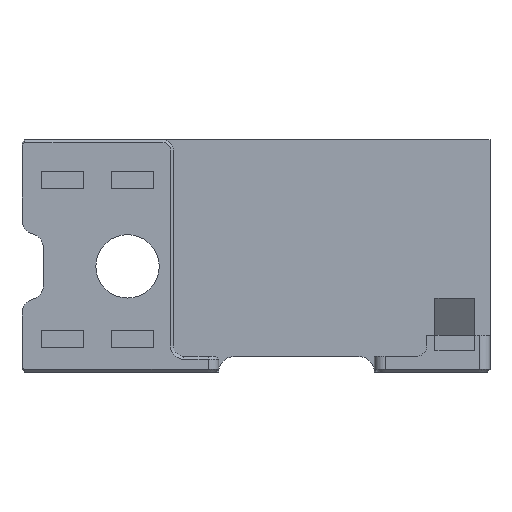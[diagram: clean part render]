
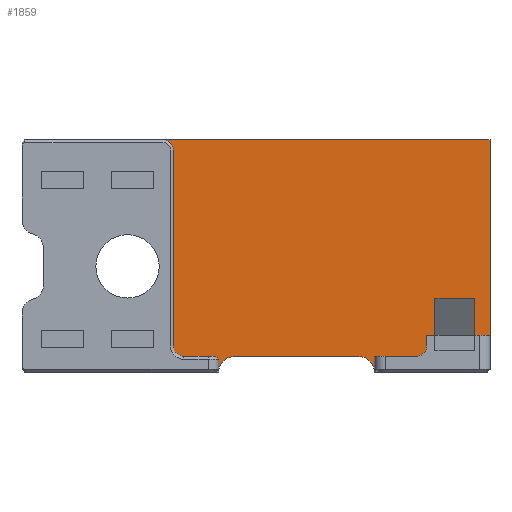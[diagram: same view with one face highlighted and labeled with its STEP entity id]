
A CAD part, front view. The second image highlights one B-rep face of the part: STEP entity #1859.
In plain terms, the highlighted planar face has unit normal (0, -1, 0).
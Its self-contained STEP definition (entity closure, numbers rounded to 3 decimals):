
#95=CIRCLE('',#1996,1.5);
#96=CIRCLE('',#1997,1.5);
#97=CIRCLE('',#1998,2.25);
#98=CIRCLE('',#1999,2.25);
#99=CIRCLE('',#2000,1.5);
#155=FACE_OUTER_BOUND('',#268,.T.);
#268=EDGE_LOOP('',(#1280,#1281,#1282,#1283,#1284,#1285,#1286,#1287,#1288,
#1289,#1290,#1291,#1292,#1293,#1294,#1295,#1296,#1297,#1298,#1299));
#392=LINE('',#2713,#590);
#405=LINE('',#2738,#603);
#416=LINE('',#2791,#614);
#417=LINE('',#2795,#615);
#418=LINE('',#2797,#616);
#419=LINE('',#2799,#617);
#420=LINE('',#2803,#618);
#421=LINE('',#2807,#619);
#422=LINE('',#2809,#620);
#423=LINE('',#2813,#621);
#424=LINE('',#2815,#622);
#425=LINE('',#2817,#623);
#426=LINE('',#2819,#624);
#427=LINE('',#2821,#625);
#428=LINE('',#2822,#626);
#590=VECTOR('',#2159,10.);
#603=VECTOR('',#2174,10.);
#614=VECTOR('',#2219,10.);
#615=VECTOR('',#2222,10.);
#616=VECTOR('',#2223,10.);
#617=VECTOR('',#2224,10.);
#618=VECTOR('',#2227,10.);
#619=VECTOR('',#2230,10.);
#620=VECTOR('',#2231,10.);
#621=VECTOR('',#2234,10.);
#622=VECTOR('',#2235,10.);
#623=VECTOR('',#2236,10.);
#624=VECTOR('',#2237,10.);
#625=VECTOR('',#2238,10.);
#626=VECTOR('',#2239,10.);
#788=VERTEX_POINT('',#2711);
#789=VERTEX_POINT('',#2712);
#800=VERTEX_POINT('',#2736);
#821=VERTEX_POINT('',#2788);
#822=VERTEX_POINT('',#2790);
#823=VERTEX_POINT('',#2792);
#824=VERTEX_POINT('',#2794);
#825=VERTEX_POINT('',#2796);
#826=VERTEX_POINT('',#2798);
#827=VERTEX_POINT('',#2800);
#828=VERTEX_POINT('',#2802);
#829=VERTEX_POINT('',#2804);
#830=VERTEX_POINT('',#2806);
#831=VERTEX_POINT('',#2808);
#832=VERTEX_POINT('',#2810);
#833=VERTEX_POINT('',#2812);
#834=VERTEX_POINT('',#2814);
#835=VERTEX_POINT('',#2816);
#836=VERTEX_POINT('',#2818);
#837=VERTEX_POINT('',#2820);
#963=EDGE_CURVE('',#788,#789,#392,.T.);
#976=EDGE_CURVE('',#789,#800,#405,.T.);
#1000=EDGE_CURVE('',#821,#800,#95,.T.);
#1001=EDGE_CURVE('',#822,#821,#416,.T.);
#1002=EDGE_CURVE('',#823,#822,#96,.T.);
#1003=EDGE_CURVE('',#824,#823,#417,.T.);
#1004=EDGE_CURVE('',#825,#824,#418,.T.);
#1005=EDGE_CURVE('',#826,#825,#419,.T.);
#1006=EDGE_CURVE('',#826,#827,#97,.T.);
#1007=EDGE_CURVE('',#827,#828,#420,.T.);
#1008=EDGE_CURVE('',#828,#829,#98,.T.);
#1009=EDGE_CURVE('',#830,#829,#421,.T.);
#1010=EDGE_CURVE('',#831,#830,#422,.T.);
#1011=EDGE_CURVE('',#832,#831,#99,.T.);
#1012=EDGE_CURVE('',#833,#832,#423,.T.);
#1013=EDGE_CURVE('',#834,#833,#424,.T.);
#1014=EDGE_CURVE('',#834,#835,#425,.T.);
#1015=EDGE_CURVE('',#835,#836,#426,.T.);
#1016=EDGE_CURVE('',#836,#837,#427,.T.);
#1017=EDGE_CURVE('',#788,#837,#428,.T.);
#1280=ORIENTED_EDGE('',*,*,#963,.T.);
#1281=ORIENTED_EDGE('',*,*,#976,.T.);
#1282=ORIENTED_EDGE('',*,*,#1000,.F.);
#1283=ORIENTED_EDGE('',*,*,#1001,.F.);
#1284=ORIENTED_EDGE('',*,*,#1002,.F.);
#1285=ORIENTED_EDGE('',*,*,#1003,.F.);
#1286=ORIENTED_EDGE('',*,*,#1004,.F.);
#1287=ORIENTED_EDGE('',*,*,#1005,.F.);
#1288=ORIENTED_EDGE('',*,*,#1006,.T.);
#1289=ORIENTED_EDGE('',*,*,#1007,.T.);
#1290=ORIENTED_EDGE('',*,*,#1008,.T.);
#1291=ORIENTED_EDGE('',*,*,#1009,.F.);
#1292=ORIENTED_EDGE('',*,*,#1010,.F.);
#1293=ORIENTED_EDGE('',*,*,#1011,.F.);
#1294=ORIENTED_EDGE('',*,*,#1012,.F.);
#1295=ORIENTED_EDGE('',*,*,#1013,.F.);
#1296=ORIENTED_EDGE('',*,*,#1014,.T.);
#1297=ORIENTED_EDGE('',*,*,#1015,.T.);
#1298=ORIENTED_EDGE('',*,*,#1016,.T.);
#1299=ORIENTED_EDGE('',*,*,#1017,.F.);
#1786=PLANE('',#1995);
#1859=ADVANCED_FACE('',(#155),#1786,.T.);
#1995=AXIS2_PLACEMENT_3D('',#2787,#2215,#2216);
#1996=AXIS2_PLACEMENT_3D('',#2789,#2217,#2218);
#1997=AXIS2_PLACEMENT_3D('',#2793,#2220,#2221);
#1998=AXIS2_PLACEMENT_3D('',#2801,#2225,#2226);
#1999=AXIS2_PLACEMENT_3D('',#2805,#2228,#2229);
#2000=AXIS2_PLACEMENT_3D('',#2811,#2232,#2233);
#2159=DIRECTION('',(0.,0.,1.));
#2174=DIRECTION('',(-1.,0.,0.));
#2215=DIRECTION('center_axis',(0.,-1.,
0.));
#2216=DIRECTION('ref_axis',(1.,0.,0.));
#2217=DIRECTION('center_axis',(0.,-1.,
0.));
#2218=DIRECTION('ref_axis',(0.707,0.,0.707));
#2219=DIRECTION('',(0.,0.,1.));
#2220=DIRECTION('center_axis',(0.,1.,0.));
#2221=DIRECTION('ref_axis',(-0.707,0.,-0.707));
#2222=DIRECTION('',(-1.,0.,0.));
#2223=DIRECTION('',(-0.707,0.,0.707));
#2224=DIRECTION('',(0.,0.,1.));
#2225=DIRECTION('center_axis',(0.,1.,0.));
#2226=DIRECTION('ref_axis',(-0.707,0.,0.707));
#2227=DIRECTION('',(1.,0.,0.));
#2228=DIRECTION('center_axis',(0.,1.,0.));
#2229=DIRECTION('ref_axis',(0.707,0.,0.707));
#2230=DIRECTION('',(0.,0.,-1.));
#2231=DIRECTION('',(-1.,0.,0.));
#2232=DIRECTION('center_axis',(0.,1.,0.));
#2233=DIRECTION('ref_axis',(0.707,0.,-0.707));
#2234=DIRECTION('',(0.,0.,-1.));
#2235=DIRECTION('',(-1.,0.,0.));
#2236=DIRECTION('',(0.,0.,1.));
#2237=DIRECTION('',(1.,0.,0.));
#2238=DIRECTION('',(0.,0.,-1.));
#2239=DIRECTION('',(-1.,0.,0.));
#2711=CARTESIAN_POINT('',(56.045,226.15,-15.));
#2712=CARTESIAN_POINT('',(56.045,226.15,12.8));
#2713=CARTESIAN_POINT('',(56.045,226.15,-15.325));
#2736=CARTESIAN_POINT('',(9.545,226.15,12.8));
#2738=CARTESIAN_POINT('',(44.795,226.15,12.8));
#2787=CARTESIAN_POINT('Origin',(33.545,226.15,0.));
#2788=CARTESIAN_POINT('',(11.045,226.15,11.3));
#2789=CARTESIAN_POINT('Origin',(9.545,226.15,11.3));
#2790=CARTESIAN_POINT('',(11.045,226.15,-16.5));
#2791=CARTESIAN_POINT('',(11.045,226.15,-14.2));
#2792=CARTESIAN_POINT('',(12.545,226.15,-18.));
#2793=CARTESIAN_POINT('Origin',(12.545,226.15,-16.5));
#2794=CARTESIAN_POINT('',(17.086,226.15,-18.));
#2795=CARTESIAN_POINT('',(25.516,226.15,-18.));
#2796=CARTESIAN_POINT('',(17.486,226.15,-18.4));
#2797=CARTESIAN_POINT('',(16.801,226.15,-17.715));
#2798=CARTESIAN_POINT('',(17.486,226.15,-20.25));
#2799=CARTESIAN_POINT('',(17.486,226.15,-10.125));
#2800=CARTESIAN_POINT('',(19.736,226.15,-18.));
#2801=CARTESIAN_POINT('Origin',(19.736,226.15,-20.25));
#2802=CARTESIAN_POINT('',(37.379,226.15,-18.));
#2803=CARTESIAN_POINT('',(25.516,226.15,-18.));
#2804=CARTESIAN_POINT('',(39.629,226.15,-20.25));
#2805=CARTESIAN_POINT('Origin',(37.379,226.15,-20.25));
#2806=CARTESIAN_POINT('',(39.629,226.15,-18.));
#2807=CARTESIAN_POINT('',(39.629,226.15,-9.));
#2808=CARTESIAN_POINT('',(45.545,226.15,-18.));
#2809=CARTESIAN_POINT('',(25.516,226.15,-18.));
#2810=CARTESIAN_POINT('',(47.045,226.15,-16.5));
#2811=CARTESIAN_POINT('Origin',(45.545,226.15,-16.5));
#2812=CARTESIAN_POINT('',(47.045,226.15,-15.));
#2813=CARTESIAN_POINT('',(47.045,226.15,-7.5));
#2814=CARTESIAN_POINT('',(48.22,226.15,-15.));
#2815=CARTESIAN_POINT('',(44.795,226.15,-15.));
#2816=CARTESIAN_POINT('',(48.22,226.15,-9.714));
#2817=CARTESIAN_POINT('',(48.22,226.15,-7.5));
#2818=CARTESIAN_POINT('',(53.87,226.15,-9.714));
#2819=CARTESIAN_POINT('',(43.708,226.15,-9.714));
#2820=CARTESIAN_POINT('',(53.87,226.15,-15.));
#2821=CARTESIAN_POINT('',(53.87,226.15,-7.5));
#2822=CARTESIAN_POINT('',(44.795,226.15,-15.));
